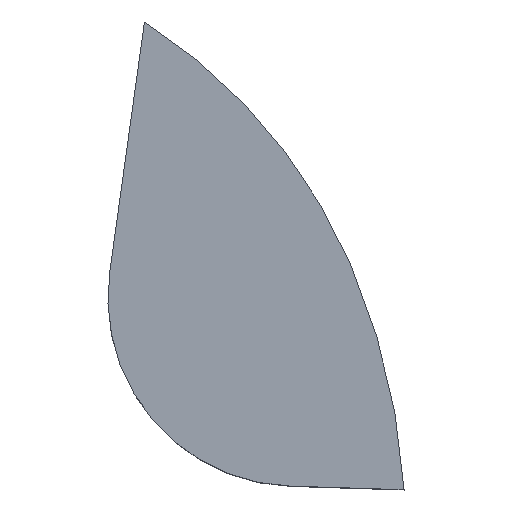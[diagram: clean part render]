
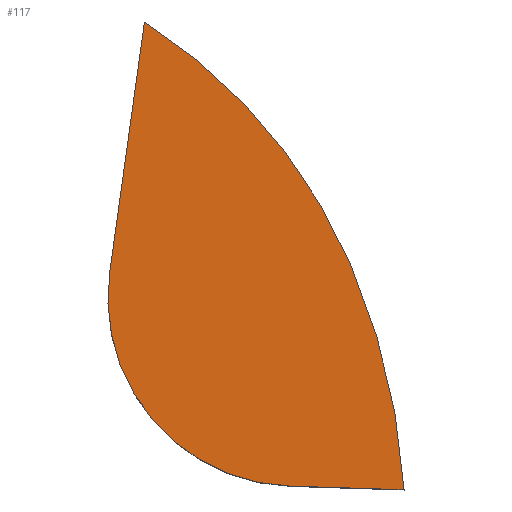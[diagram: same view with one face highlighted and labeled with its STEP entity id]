
A CAD part, top view. The second image highlights one B-rep face of the part: STEP entity #117.
In plain terms, the highlighted planar face has unit normal (0, 0, 1).
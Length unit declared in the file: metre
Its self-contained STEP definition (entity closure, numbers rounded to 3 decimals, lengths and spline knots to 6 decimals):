
#14=PLANE('',#143);
#20=LINE('',#197,#29);
#24=LINE('',#212,#33);
#29=VECTOR('',#159,1.);
#33=VECTOR('',#177,1.);
#54=ORIENTED_EDGE('',*,*,#66,.T.);
#55=ORIENTED_EDGE('',*,*,#70,.T.);
#56=ORIENTED_EDGE('',*,*,#73,.T.);
#57=ORIENTED_EDGE('',*,*,#76,.T.);
#58=ORIENTED_EDGE('',*,*,#78,.F.);
#66=EDGE_CURVE('',#82,#81,#90,.T.);
#70=EDGE_CURVE('',#81,#84,#20,.T.);
#73=EDGE_CURVE('',#84,#86,#92,.T.);
#76=EDGE_CURVE('',#86,#88,#94,.T.);
#78=EDGE_CURVE('',#82,#88,#24,.T.);
#81=VERTEX_POINT('',#188);
#82=VERTEX_POINT('',#190);
#84=VERTEX_POINT('',#196);
#86=VERTEX_POINT('',#202);
#88=VERTEX_POINT('',#208);
#90=CIRCLE('',#134,0.001652);
#92=CIRCLE('',#138,0.005913);
#94=CIRCLE('',#141,0.00474);
#100=EDGE_LOOP('',(#54,#55,#56,#57,#58));
#107=FACE_BOUND('',#100,.T.);
#117=ADVANCED_FACE('',(#107),#14,.T.);
#134=AXIS2_PLACEMENT_3D('',#189,#152,#153);
#138=AXIS2_PLACEMENT_3D('',#203,#165,#166);
#141=AXIS2_PLACEMENT_3D('',#209,#172,#173);
#143=AXIS2_PLACEMENT_3D('',#213,#178,#179);
#152=DIRECTION('',(0.,0.,1.));
#153=DIRECTION('',(1.,0.,0.));
#159=DIRECTION('',(1.,-0.031,0.));
#165=DIRECTION('',(0.,0.,1.));
#166=DIRECTION('',(1.,0.,0.));
#172=DIRECTION('',(0.,0.,1.));
#173=DIRECTION('',(1.,0.,0.));
#177=DIRECTION('',(0.138,0.99,0.));
#178=DIRECTION('',(0.,0.,1.));
#179=DIRECTION('',(1.,0.,0.));
#188=CARTESIAN_POINT('',(0.014852,0.04751,0.0015));
#189=CARTESIAN_POINT('',(0.014904,0.049161,0.0015));
#190=CARTESIAN_POINT('',(0.013267,0.049388,0.0015));
#196=CARTESIAN_POINT('',(0.015851,0.047479,0.0015));
#197=CARTESIAN_POINT('',(0.015351,0.047494,0.0015));
#202=CARTESIAN_POINT('',(0.015378,0.049462,0.0015));
#203=CARTESIAN_POINT('',(0.009948,0.04712,0.0015));
#208=CARTESIAN_POINT('',(0.013572,0.051583,0.0015));
#209=CARTESIAN_POINT('',(0.011025,0.047585,0.0015));
#212=CARTESIAN_POINT('',(0.01342,0.050485,0.0015));
#213=CARTESIAN_POINT('',(-0.000463,0.034297,0.0015));
